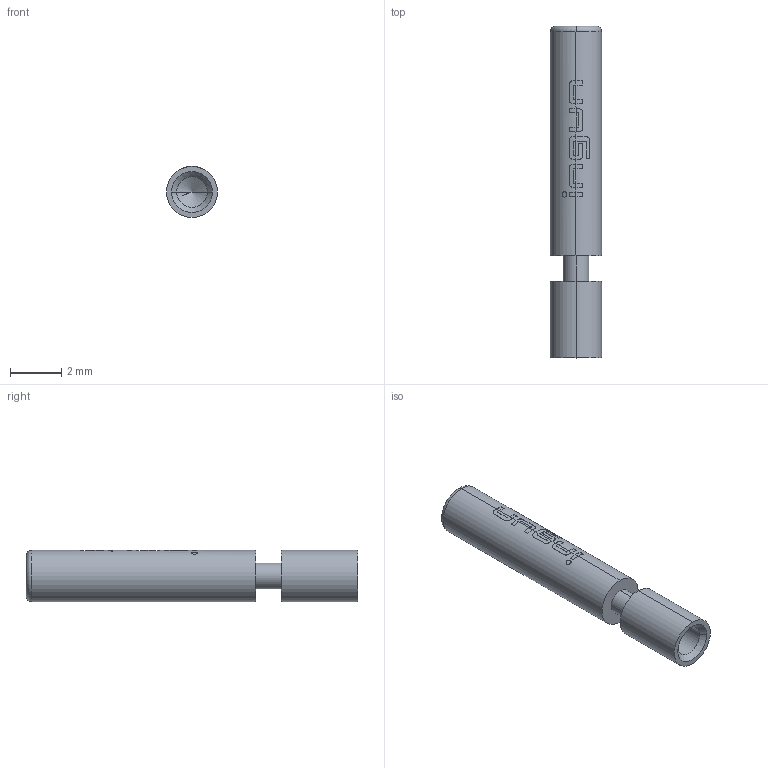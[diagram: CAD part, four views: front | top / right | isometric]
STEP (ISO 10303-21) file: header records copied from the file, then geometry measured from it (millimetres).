
FILE_DESCRIPTION (( 'STEP AP203' ), '1' );
FILE_NAME ('INGUN_SE-445.STEP', '2021-10-19T09:23:49', ( 'ochi' ), ( '' ), 'SwSTEP 2.0', 'SolidWorks 2018', '' );
FILE_SCHEMA (( 'CONFIG_CONTROL_DESIGN' ));
Length unit declared in the file: millimetre
Products named in the file (1): INGUN_SE-445
Bounding box: 2 x 13 x 2 mm (x, y, z)
Volume: 35.9 mm3; surface area: 96.5 mm2
Topology: 1 solids, 1 shells, 99 faces, 276 edges, 181 vertices
Faces by surface type: plane 44, cylinder 27, bspline 22, cone 4, torus 2
Entity records: 4357 total; most frequent: CARTESIAN_POINT 2235, ORIENTED_EDGE 548, EDGE_CURVE 274, DIRECTION 230, B_SPLINE_CURVE_WITH_KNOTS 222, VERTEX_POINT 181, EDGE_LOOP 103, AXIS2_PLACEMENT_3D 100
